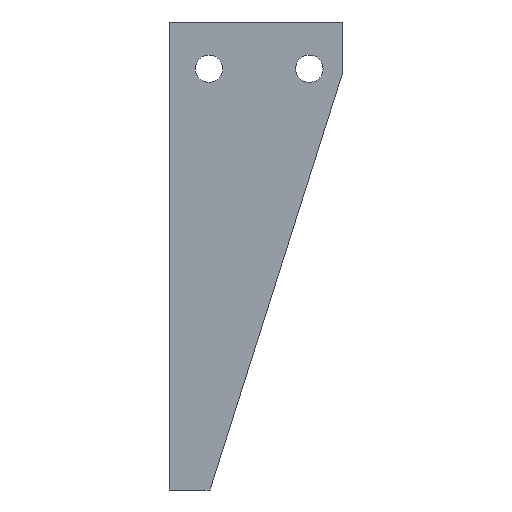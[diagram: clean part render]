
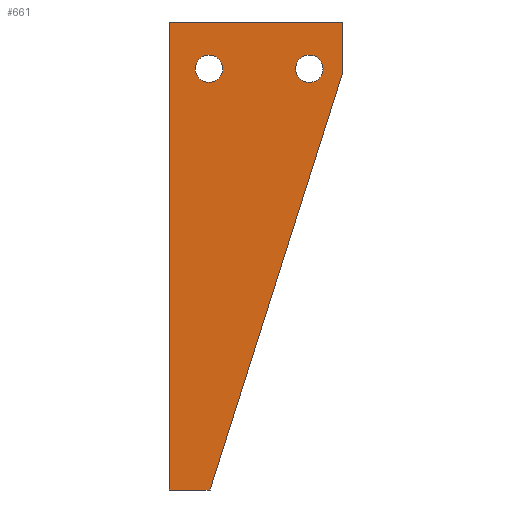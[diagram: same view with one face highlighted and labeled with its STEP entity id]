
A CAD part, left-side view. The second image highlights one B-rep face of the part: STEP entity #661.
In plain terms, the highlighted planar face has unit normal (-1, 0, 0).
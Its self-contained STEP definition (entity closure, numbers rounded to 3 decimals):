
#22=FACE_BOUND('',#83,.T.);
#23=FACE_BOUND('',#84,.T.);
#34=CIRCLE('',#717,4.1);
#35=CIRCLE('',#718,4.1);
#50=FACE_OUTER_BOUND('',#82,.T.);
#82=EDGE_LOOP('',(#424,#425,#426,#427,#428,#429,#430));
#83=EDGE_LOOP('',(#431));
#84=EDGE_LOOP('',(#432));
#126=LINE('',#940,#200);
#127=LINE('',#942,#201);
#128=LINE('',#944,#202);
#129=LINE('',#946,#203);
#130=LINE('',#948,#204);
#131=LINE('',#950,#205);
#132=LINE('',#951,#206);
#200=VECTOR('',#768,10.);
#201=VECTOR('',#769,10.);
#202=VECTOR('',#770,10.);
#203=VECTOR('',#771,10.);
#204=VECTOR('',#772,10.);
#205=VECTOR('',#773,10.);
#206=VECTOR('',#774,10.);
#274=VERTEX_POINT('',#938);
#275=VERTEX_POINT('',#939);
#276=VERTEX_POINT('',#941);
#277=VERTEX_POINT('',#943);
#278=VERTEX_POINT('',#945);
#279=VERTEX_POINT('',#947);
#280=VERTEX_POINT('',#949);
#281=VERTEX_POINT('',#952);
#282=VERTEX_POINT('',#954);
#334=EDGE_CURVE('',#274,#275,#126,.T.);
#335=EDGE_CURVE('',#274,#276,#127,.T.);
#336=EDGE_CURVE('',#277,#276,#128,.T.);
#337=EDGE_CURVE('',#277,#278,#129,.T.);
#338=EDGE_CURVE('',#278,#279,#130,.T.);
#339=EDGE_CURVE('',#279,#280,#131,.T.);
#340=EDGE_CURVE('',#275,#280,#132,.T.);
#341=EDGE_CURVE('',#281,#281,#34,.T.);
#342=EDGE_CURVE('',#282,#282,#35,.T.);
#424=ORIENTED_EDGE('',*,*,#334,.F.);
#425=ORIENTED_EDGE('',*,*,#335,.T.);
#426=ORIENTED_EDGE('',*,*,#336,.F.);
#427=ORIENTED_EDGE('',*,*,#337,.T.);
#428=ORIENTED_EDGE('',*,*,#338,.T.);
#429=ORIENTED_EDGE('',*,*,#339,.T.);
#430=ORIENTED_EDGE('',*,*,#340,.F.);
#431=ORIENTED_EDGE('',*,*,#341,.T.);
#432=ORIENTED_EDGE('',*,*,#342,.T.);
#604=PLANE('',#716);
#661=ADVANCED_FACE('',(#50,#22,#23),#604,.T.);
#716=AXIS2_PLACEMENT_3D('',#937,#766,#767);
#717=AXIS2_PLACEMENT_3D('',#953,#775,#776);
#718=AXIS2_PLACEMENT_3D('',#955,#777,#778);
#766=DIRECTION('center_axis',(-1.,0.,0.));
#767=DIRECTION('ref_axis',(0.,0.,1.));
#768=DIRECTION('',(0.,1.,0.));
#769=DIRECTION('',(0.,-0.303,0.953));
#770=DIRECTION('',(0.,0.,-1.));
#771=DIRECTION('',(0.,1.,0.));
#772=DIRECTION('',(0.,1.,0.));
#773=DIRECTION('',(0.,0.,-1.));
#774=DIRECTION('',(0.,1.,0.));
#775=DIRECTION('center_axis',(1.,0.,0.));
#776=DIRECTION('ref_axis',(0.,1.,0.));
#777=DIRECTION('center_axis',(1.,0.,0.));
#778=DIRECTION('ref_axis',(0.,1.,0.));
#937=CARTESIAN_POINT('Origin',(-82.3,15.393,-70.));
#938=CARTESIAN_POINT('',(-82.3,-10.724,-140.));
#939=CARTESIAN_POINT('',(-82.3,-1.5,-140.));
#940=CARTESIAN_POINT('',(-82.3,-50.407,-140.));
#941=CARTESIAN_POINT('',(-82.3,-50.407,-15.));
#942=CARTESIAN_POINT('',(-82.3,-20.73,-108.483));
#943=CARTESIAN_POINT('',(-82.3,-50.407,0.));
#944=CARTESIAN_POINT('',(-82.3,-50.407,0.));
#945=CARTESIAN_POINT('',(-82.3,-1.5,0.));
#946=CARTESIAN_POINT('',(-82.3,6.946,0.));
#947=CARTESIAN_POINT('',(-82.3,1.5,0.));
#948=CARTESIAN_POINT('',(-82.3,6.946,0.));
#949=CARTESIAN_POINT('',(-82.3,1.5,-140.));
#950=CARTESIAN_POINT('',(-82.3,1.5,-70.));
#951=CARTESIAN_POINT('',(-82.3,9.759,-140.));
#952=CARTESIAN_POINT('',(-82.3,-14.507,-14.));
#953=CARTESIAN_POINT('Origin',(-82.3,-10.407,-14.));
#954=CARTESIAN_POINT('',(-82.3,-44.507,-14.));
#955=CARTESIAN_POINT('Origin',(-82.3,-40.407,-14.));
